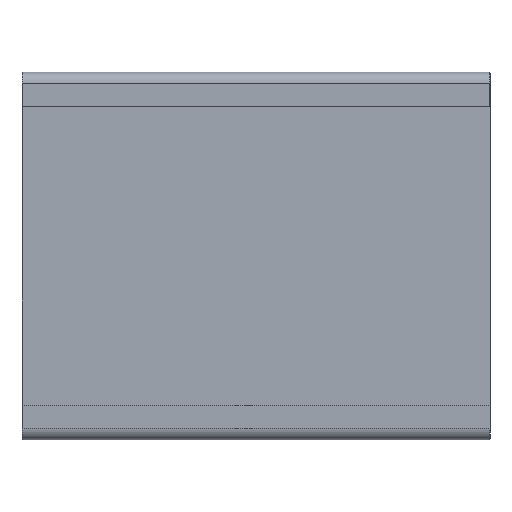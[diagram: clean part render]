
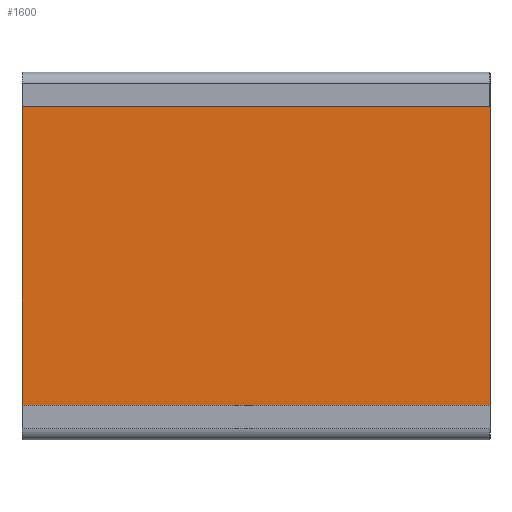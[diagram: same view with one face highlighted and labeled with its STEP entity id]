
A CAD part, top view. The second image highlights one B-rep face of the part: STEP entity #1600.
In plain terms, the highlighted face is planar.
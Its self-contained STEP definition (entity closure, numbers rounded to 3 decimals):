
#1020=CARTESIAN_POINT('',(10.966,57.439,
-12.216));
#1030=VERTEX_POINT('',#1020);
#1060=CARTESIAN_POINT('',(10.966,0.,-22.344));
#1070=DIRECTION('',(0.,0.985,
0.174));
#1080=VECTOR('',#1070,1.);
#1090=LINE('',#1060,#1080);
#1100=CARTESIAN_POINT('',(10.966,52.318,
-13.119));
#1110=VERTEX_POINT('',#1100);
#1120=EDGE_CURVE('',#1110,#1030,#1090,.T.);
#1300=CARTESIAN_POINT('',(10.966,57.242,
-12.251));
#1310=DIRECTION('',(0.,-0.174,
0.985));
#1320=DIRECTION('',(0.,0.985,
0.174));
#1330=AXIS2_PLACEMENT_3D('',#1300,#1310,#1320);
#1340=PLANE('',#1330);
#1350=CARTESIAN_POINT('',(0.,57.439,-12.216));
#1360=DIRECTION('',(1.,0.,0.));
#1370=VECTOR('',#1360,1.);
#1380=LINE('',#1350,#1370);
#1390=CARTESIAN_POINT('',(2.816,57.439,
-12.216));
#1400=VERTEX_POINT('',#1390);
#1410=EDGE_CURVE('',#1400,#1030,#1380,.T.);
#1420=ORIENTED_EDGE('',*,*,#1410,.T.);
#1430=CARTESIAN_POINT('',(2.816,0.,-22.344));
#1440=DIRECTION('',(0.,-0.985,
-0.174));
#1450=VECTOR('',#1440,1.);
#1460=LINE('',#1430,#1450);
#1470=CARTESIAN_POINT('',(2.816,52.318,
-13.119));
#1480=VERTEX_POINT('',#1470);
#1490=EDGE_CURVE('',#1400,#1480,#1460,.T.);
#1500=ORIENTED_EDGE('',*,*,#1490,.F.);
#1510=CARTESIAN_POINT('',(0.,52.318,-13.119));
#1520=DIRECTION('',(1.,0.,0.));
#1530=VECTOR('',#1520,1.);
#1540=LINE('',#1510,#1530);
#1550=EDGE_CURVE('',#1480,#1110,#1540,.T.);
#1560=ORIENTED_EDGE('',*,*,#1550,.F.);
#1570=ORIENTED_EDGE('',*,*,#1120,.F.);
#1580=EDGE_LOOP('',(#1570,#1560,#1500,#1420));
#1590=FACE_OUTER_BOUND('',#1580,.T.);
#1600=ADVANCED_FACE('',(#1590),#1340,.F.);
